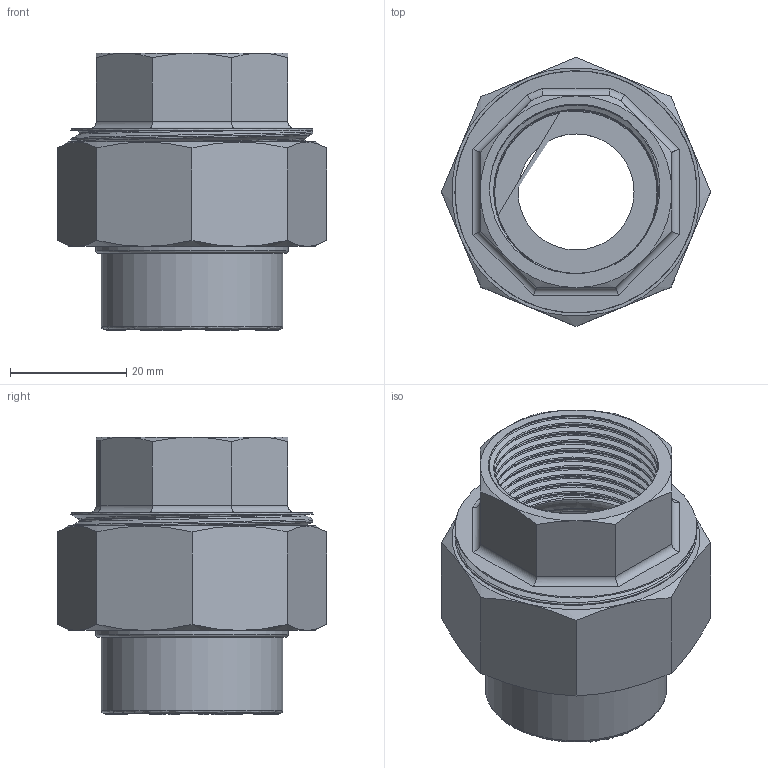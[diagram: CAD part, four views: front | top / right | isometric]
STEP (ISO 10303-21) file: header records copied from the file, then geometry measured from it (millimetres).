
FILE_DESCRIPTION(/* description */ ('STEP AP203'),/* implementation_level */ '2;1');
FILE_NAME(/* name */ 'AF0622.025.025_3.step',/* time_stamp */ '2025-12-17T13:52:19+01:00',/* author */ (''),/* organization */ (''),/* preprocessor_version */ 'ST-DEVELOPER v20.1',/* originating_system */ 'Autodesk Translation Framework v14.21.0.0',/* authorisation */ '');
FILE_SCHEMA (('AUTOMOTIVE_DESIGN { 1 0 10303 214 3 1 1 }'));
Length unit declared in the file: millimetre
Products named in the file (3): 2025-12-16-09-10-58-969; 2025-12-17-12-45-52-468; 2025-12-17-12-47-49-103
Assembly tree (2 placements, depth 2):
  2025-12-16-09-10-58-969
    2025-12-17-12-45-52-468
    2025-12-17-12-47-49-103
Bounding box: 46.37 x 46.37 x 47.89 mm (x, y, z)
Volume: 23029.2 mm3; surface area: 22254.2 mm2
Topology: 4 solids, 4 shells, 890 faces, 2510 edges, 1657 vertices
Faces by surface type: plane 780, cylinder 48, bspline 27, cone 26, torus 9
Full cylindrical faces by diameter (mm): 0.78 x1, 1.17 x1, 20 x1, 28 x1, 30.201 x8, 31.3 x1, 33.2 x1, 33.959 x1, 34.187 x1, 38 x1, 38.002 x1, 38.952 x2, 41.73 x2, 41.91 x6
Entity records: 39310 total; most frequent: CARTESIAN_POINT 16568, ORIENTED_EDGE 5008, DIRECTION 4174, EDGE_CURVE 2504, LINE 2240, VECTOR 2240, VERTEX_POINT 1654, AXIS2_PLACEMENT_3D 967
